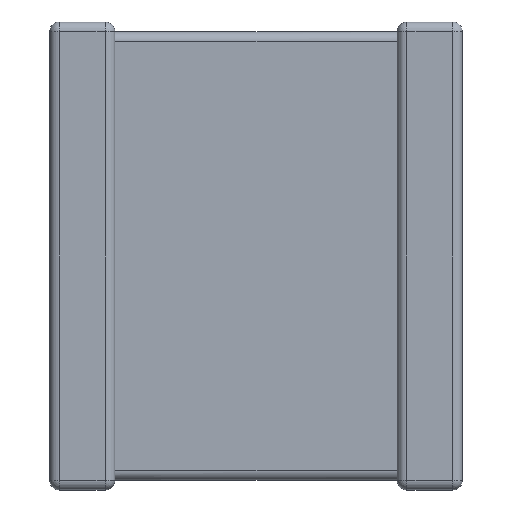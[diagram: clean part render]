
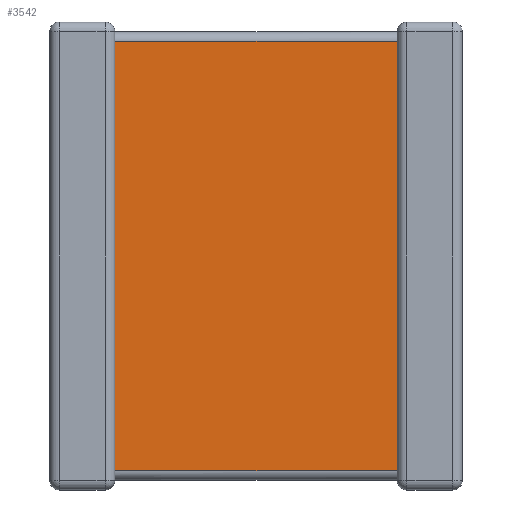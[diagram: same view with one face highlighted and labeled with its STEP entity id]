
A CAD part, front view. The second image highlights one B-rep face of the part: STEP entity #3542.
In plain terms, the highlighted planar face has unit normal (0, -1, 0).
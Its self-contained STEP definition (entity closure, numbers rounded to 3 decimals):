
#176 = CARTESIAN_POINT ( 'NONE',  ( 5.05, 0.141, -6.8 ) ) ;
#280 = EDGE_LOOP ( 'NONE', ( #3956, #2600, #1190, #3234 ) ) ;
#596 = EDGE_CURVE ( 'NONE', #2951, #3916, #2553, .T. ) ;
#703 = CARTESIAN_POINT ( 'NONE',  ( 0.95, 0.141, -6.8 ) ) ;
#781 = CARTESIAN_POINT ( 'NONE',  ( 0.95, 0.141, -6.517 ) ) ;
#799 = DIRECTION ( 'NONE',  ( 1., 0., 0. ) ) ;
#864 = CARTESIAN_POINT ( 'NONE',  ( 0.95, 0.141, -0.283 ) ) ;
#1190 = ORIENTED_EDGE ( 'NONE', *, *, #4028, .T. ) ;
#1286 = DIRECTION ( 'NONE',  ( -1., 0., 0. ) ) ;
#1394 = EDGE_CURVE ( 'NONE', #2137, #3916, #3123, .T. ) ;
#1498 = DIRECTION ( 'NONE',  ( 0., 0., 1. ) ) ;
#1502 = CARTESIAN_POINT ( 'NONE',  ( 5.05, 0.141, -6.517 ) ) ;
#1587 = CARTESIAN_POINT ( 'NONE',  ( 5.05, 0.141, -6.517 ) ) ;
#1758 = DIRECTION ( 'NONE',  ( 0., -1., 0. ) ) ;
#1827 = CARTESIAN_POINT ( 'NONE',  ( 0.95, 0.141, -6.8 ) ) ;
#2137 = VERTEX_POINT ( 'NONE', #3201 ) ;
#2333 = EDGE_CURVE ( 'NONE', #2951, #3940, #4192, .T. ) ;
#2359 = LINE ( 'NONE', #176, #4638 ) ;
#2423 = FACE_OUTER_BOUND ( 'NONE', #280, .T. ) ;
#2525 = VECTOR ( 'NONE', #799, 1000. ) ;
#2553 = LINE ( 'NONE', #703, #2924 ) ;
#2600 = ORIENTED_EDGE ( 'NONE', *, *, #2333, .T. ) ;
#2924 = VECTOR ( 'NONE', #1498, 1000. ) ;
#2951 = VERTEX_POINT ( 'NONE', #781 ) ;
#3077 = PLANE ( 'NONE',  #4554 ) ;
#3108 = DIRECTION ( 'NONE',  ( 0., 0., 1. ) ) ;
#3123 = LINE ( 'NONE', #864, #4668 ) ;
#3201 = CARTESIAN_POINT ( 'NONE',  ( 5.05, 0.141, -0.283 ) ) ;
#3234 = ORIENTED_EDGE ( 'NONE', *, *, #1394, .T. ) ;
#3321 = CARTESIAN_POINT ( 'NONE',  ( 0.95, 0.141, -0.283 ) ) ;
#3542 = ADVANCED_FACE ( 'NONE', ( #2423 ), #3077, .T. ) ;
#3587 = DIRECTION ( 'NONE',  ( 0., 0., -1. ) ) ;
#3916 = VERTEX_POINT ( 'NONE', #3321 ) ;
#3940 = VERTEX_POINT ( 'NONE', #1502 ) ;
#3956 = ORIENTED_EDGE ( 'NONE', *, *, #596, .F. ) ;
#4028 = EDGE_CURVE ( 'NONE', #3940, #2137, #2359, .T. ) ;
#4192 = LINE ( 'NONE', #1587, #2525 ) ;
#4554 = AXIS2_PLACEMENT_3D ( 'NONE', #1827, #1758, #3587 ) ;
#4638 = VECTOR ( 'NONE', #3108, 1000. ) ;
#4668 = VECTOR ( 'NONE', #1286, 1000. ) ;
